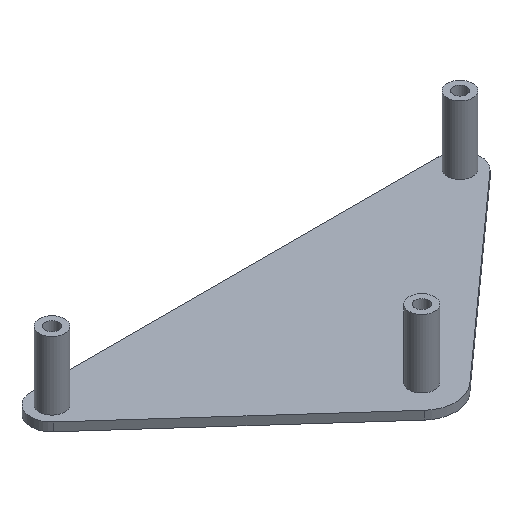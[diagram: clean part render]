
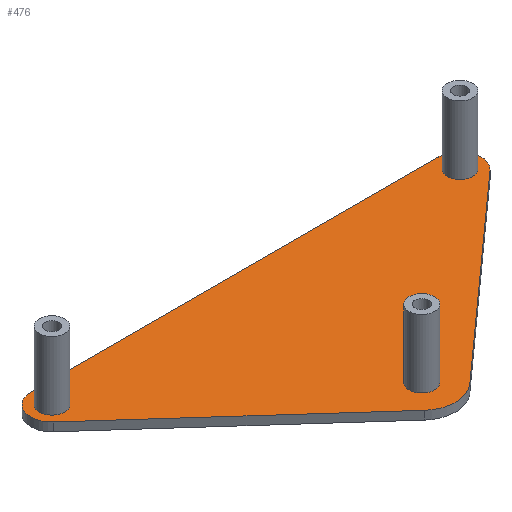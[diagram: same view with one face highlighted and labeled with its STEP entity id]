
A CAD part, isometric view. The second image highlights one B-rep face of the part: STEP entity #476.
In plain terms, the highlighted planar face has unit normal (0, 0, 1).
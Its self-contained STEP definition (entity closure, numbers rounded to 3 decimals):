
#24 = VERTEX_POINT('',#25);
#25 = CARTESIAN_POINT('',(-48.,44.,2.));
#32 = CYLINDRICAL_SURFACE('',#33,5.);
#33 = AXIS2_PLACEMENT_3D('',#34,#35,#36);
#34 = CARTESIAN_POINT('',(-48.,39.,0.));
#35 = DIRECTION('',(-0.,-0.,-1.));
#36 = DIRECTION('',(1.,0.,0.));
#44 = PLANE('',#45);
#45 = AXIS2_PLACEMENT_3D('',#46,#47,#48);
#46 = CARTESIAN_POINT('',(-48.,44.,0.));
#47 = DIRECTION('',(0.,1.,0.));
#48 = DIRECTION('',(1.,0.,0.));
#56 = EDGE_CURVE('',#24,#57,#59,.T.);
#57 = VERTEX_POINT('',#58);
#58 = CARTESIAN_POINT('',(-51.337,35.277,2.));
#59 = SURFACE_CURVE('',#60,(#65,#72),.PCURVE_S1.);
#60 = CIRCLE('',#61,5.);
#61 = AXIS2_PLACEMENT_3D('',#62,#63,#64);
#62 = CARTESIAN_POINT('',(-48.,39.,2.));
#63 = DIRECTION('',(0.,0.,1.));
#64 = DIRECTION('',(1.,0.,0.));
#65 = PCURVE('',#32,#66);
#66 = DEFINITIONAL_REPRESENTATION('',(#67),#71);
#67 = LINE('',#68,#69);
#68 = CARTESIAN_POINT('',(-0.,-2.));
#69 = VECTOR('',#70,1.);
#70 = DIRECTION('',(-1.,0.));
#71 = ( GEOMETRIC_REPRESENTATION_CONTEXT(2) 
PARAMETRIC_REPRESENTATION_CONTEXT() REPRESENTATION_CONTEXT('2D SPACE',''
  ) );
#72 = PCURVE('',#73,#78);
#73 = PLANE('',#74);
#74 = AXIS2_PLACEMENT_3D('',#75,#76,#77);
#75 = CARTESIAN_POINT('',(0.,27.095,2.));
#76 = DIRECTION('',(0.,0.,1.));
#77 = DIRECTION('',(1.,0.,0.));
#78 = DEFINITIONAL_REPRESENTATION('',(#79),#83);
#79 = CIRCLE('',#80,5.);
#80 = AXIS2_PLACEMENT_2D('',#81,#82);
#81 = CARTESIAN_POINT('',(-48.,11.905));
#82 = DIRECTION('',(1.,0.));
#83 = ( GEOMETRIC_REPRESENTATION_CONTEXT(2) 
PARAMETRIC_REPRESENTATION_CONTEXT() REPRESENTATION_CONTEXT('2D SPACE',''
  ) );
#101 = PLANE('',#102);
#102 = AXIS2_PLACEMENT_3D('',#103,#104,#105);
#103 = CARTESIAN_POINT('',(-5.34,-5.957,0.));
#104 = DIRECTION('',(-0.667,-0.745,0.));
#105 = DIRECTION('',(-0.745,0.667,0.));
#144 = EDGE_CURVE('',#24,#145,#147,.T.);
#145 = VERTEX_POINT('',#146);
#146 = CARTESIAN_POINT('',(48.,44.,2.));
#147 = SURFACE_CURVE('',#148,(#152,#159),.PCURVE_S1.);
#148 = LINE('',#149,#150);
#149 = CARTESIAN_POINT('',(-48.,44.,2.));
#150 = VECTOR('',#151,1.);
#151 = DIRECTION('',(1.,0.,0.));
#152 = PCURVE('',#44,#153);
#153 = DEFINITIONAL_REPRESENTATION('',(#154),#158);
#154 = LINE('',#155,#156);
#155 = CARTESIAN_POINT('',(0.,-2.));
#156 = VECTOR('',#157,1.);
#157 = DIRECTION('',(1.,0.));
#158 = ( GEOMETRIC_REPRESENTATION_CONTEXT(2) 
PARAMETRIC_REPRESENTATION_CONTEXT() REPRESENTATION_CONTEXT('2D SPACE',''
  ) );
#159 = PCURVE('',#73,#160);
#160 = DEFINITIONAL_REPRESENTATION('',(#161),#165);
#161 = LINE('',#162,#163);
#162 = CARTESIAN_POINT('',(-48.,16.905));
#163 = VECTOR('',#164,1.);
#164 = DIRECTION('',(1.,0.));
#165 = ( GEOMETRIC_REPRESENTATION_CONTEXT(2) 
PARAMETRIC_REPRESENTATION_CONTEXT() REPRESENTATION_CONTEXT('2D SPACE',''
  ) );
#183 = CYLINDRICAL_SURFACE('',#184,5.);
#184 = AXIS2_PLACEMENT_3D('',#185,#186,#187);
#185 = CARTESIAN_POINT('',(48.,39.,0.));
#186 = DIRECTION('',(-0.,-0.,-1.));
#187 = DIRECTION('',(1.,0.,0.));
#222 = VERTEX_POINT('',#223);
#223 = CARTESIAN_POINT('',(-5.34,-5.957,2.));
#237 = CYLINDRICAL_SURFACE('',#238,8.);
#238 = AXIS2_PLACEMENT_3D('',#239,#240,#241);
#239 = CARTESIAN_POINT('',(0.,0.,0.));
#240 = DIRECTION('',(-0.,-0.,-1.));
#241 = DIRECTION('',(1.,0.,0.));
#249 = EDGE_CURVE('',#222,#57,#250,.T.);
#250 = SURFACE_CURVE('',#251,(#255,#262),.PCURVE_S1.);
#251 = LINE('',#252,#253);
#252 = CARTESIAN_POINT('',(-5.34,-5.957,2.));
#253 = VECTOR('',#254,1.);
#254 = DIRECTION('',(-0.745,0.667,0.));
#255 = PCURVE('',#101,#256);
#256 = DEFINITIONAL_REPRESENTATION('',(#257),#261);
#257 = LINE('',#258,#259);
#258 = CARTESIAN_POINT('',(0.,-2.));
#259 = VECTOR('',#260,1.);
#260 = DIRECTION('',(1.,0.));
#261 = ( GEOMETRIC_REPRESENTATION_CONTEXT(2) 
PARAMETRIC_REPRESENTATION_CONTEXT() REPRESENTATION_CONTEXT('2D SPACE',''
  ) );
#262 = PCURVE('',#73,#263);
#263 = DEFINITIONAL_REPRESENTATION('',(#264),#268);
#264 = LINE('',#265,#266);
#265 = CARTESIAN_POINT('',(-5.34,-33.052));
#266 = VECTOR('',#267,1.);
#267 = DIRECTION('',(-0.745,0.667));
#268 = ( GEOMETRIC_REPRESENTATION_CONTEXT(2) 
PARAMETRIC_REPRESENTATION_CONTEXT() REPRESENTATION_CONTEXT('2D SPACE',''
  ) );
#337 = PLANE('',#338);
#338 = AXIS2_PLACEMENT_3D('',#339,#340,#341);
#339 = CARTESIAN_POINT('',(5.34,-5.957,0.));
#340 = DIRECTION('',(-0.667,0.745,0.));
#341 = DIRECTION('',(0.745,0.667,0.));
#476 = ADVANCED_FACE('',(#477,#551,#582,#613),#73,.T.);
#477 = FACE_BOUND('',#478,.T.);
#478 = EDGE_LOOP('',(#479,#480,#481,#505,#528,#550));
#479 = ORIENTED_EDGE('',*,*,#56,.T.);
#480 = ORIENTED_EDGE('',*,*,#249,.F.);
#481 = ORIENTED_EDGE('',*,*,#482,.T.);
#482 = EDGE_CURVE('',#222,#483,#485,.T.);
#483 = VERTEX_POINT('',#484);
#484 = CARTESIAN_POINT('',(5.34,-5.957,2.));
#485 = SURFACE_CURVE('',#486,(#491,#498),.PCURVE_S1.);
#486 = CIRCLE('',#487,8.);
#487 = AXIS2_PLACEMENT_3D('',#488,#489,#490);
#488 = CARTESIAN_POINT('',(0.,0.,2.));
#489 = DIRECTION('',(0.,0.,1.));
#490 = DIRECTION('',(1.,0.,0.));
#491 = PCURVE('',#73,#492);
#492 = DEFINITIONAL_REPRESENTATION('',(#493),#497);
#493 = CIRCLE('',#494,8.);
#494 = AXIS2_PLACEMENT_2D('',#495,#496);
#495 = CARTESIAN_POINT('',(0.,-27.095));
#496 = DIRECTION('',(1.,0.));
#497 = ( GEOMETRIC_REPRESENTATION_CONTEXT(2) 
PARAMETRIC_REPRESENTATION_CONTEXT() REPRESENTATION_CONTEXT('2D SPACE',''
  ) );
#498 = PCURVE('',#237,#499);
#499 = DEFINITIONAL_REPRESENTATION('',(#500),#504);
#500 = LINE('',#501,#502);
#501 = CARTESIAN_POINT('',(-0.,-2.));
#502 = VECTOR('',#503,1.);
#503 = DIRECTION('',(-1.,0.));
#504 = ( GEOMETRIC_REPRESENTATION_CONTEXT(2) 
PARAMETRIC_REPRESENTATION_CONTEXT() REPRESENTATION_CONTEXT('2D SPACE',''
  ) );
#505 = ORIENTED_EDGE('',*,*,#506,.T.);
#506 = EDGE_CURVE('',#483,#507,#509,.T.);
#507 = VERTEX_POINT('',#508);
#508 = CARTESIAN_POINT('',(51.337,35.277,2.));
#509 = SURFACE_CURVE('',#510,(#514,#521),.PCURVE_S1.);
#510 = LINE('',#511,#512);
#511 = CARTESIAN_POINT('',(5.34,-5.957,2.));
#512 = VECTOR('',#513,1.);
#513 = DIRECTION('',(0.745,0.667,0.));
#514 = PCURVE('',#73,#515);
#515 = DEFINITIONAL_REPRESENTATION('',(#516),#520);
#516 = LINE('',#517,#518);
#517 = CARTESIAN_POINT('',(5.34,-33.052));
#518 = VECTOR('',#519,1.);
#519 = DIRECTION('',(0.745,0.667));
#520 = ( GEOMETRIC_REPRESENTATION_CONTEXT(2) 
PARAMETRIC_REPRESENTATION_CONTEXT() REPRESENTATION_CONTEXT('2D SPACE',''
  ) );
#521 = PCURVE('',#337,#522);
#522 = DEFINITIONAL_REPRESENTATION('',(#523),#527);
#523 = LINE('',#524,#525);
#524 = CARTESIAN_POINT('',(0.,-2.));
#525 = VECTOR('',#526,1.);
#526 = DIRECTION('',(1.,0.));
#527 = ( GEOMETRIC_REPRESENTATION_CONTEXT(2) 
PARAMETRIC_REPRESENTATION_CONTEXT() REPRESENTATION_CONTEXT('2D SPACE',''
  ) );
#528 = ORIENTED_EDGE('',*,*,#529,.T.);
#529 = EDGE_CURVE('',#507,#145,#530,.T.);
#530 = SURFACE_CURVE('',#531,(#536,#543),.PCURVE_S1.);
#531 = CIRCLE('',#532,5.);
#532 = AXIS2_PLACEMENT_3D('',#533,#534,#535);
#533 = CARTESIAN_POINT('',(48.,39.,2.));
#534 = DIRECTION('',(0.,0.,1.));
#535 = DIRECTION('',(1.,0.,0.));
#536 = PCURVE('',#73,#537);
#537 = DEFINITIONAL_REPRESENTATION('',(#538),#542);
#538 = CIRCLE('',#539,5.);
#539 = AXIS2_PLACEMENT_2D('',#540,#541);
#540 = CARTESIAN_POINT('',(48.,11.905));
#541 = DIRECTION('',(1.,0.));
#542 = ( GEOMETRIC_REPRESENTATION_CONTEXT(2) 
PARAMETRIC_REPRESENTATION_CONTEXT() REPRESENTATION_CONTEXT('2D SPACE',''
  ) );
#543 = PCURVE('',#183,#544);
#544 = DEFINITIONAL_REPRESENTATION('',(#545),#549);
#545 = LINE('',#546,#547);
#546 = CARTESIAN_POINT('',(-0.,-2.));
#547 = VECTOR('',#548,1.);
#548 = DIRECTION('',(-1.,0.));
#549 = ( GEOMETRIC_REPRESENTATION_CONTEXT(2) 
PARAMETRIC_REPRESENTATION_CONTEXT() REPRESENTATION_CONTEXT('2D SPACE',''
  ) );
#550 = ORIENTED_EDGE('',*,*,#144,.F.);
#551 = FACE_BOUND('',#552,.T.);
#552 = EDGE_LOOP('',(#553));
#553 = ORIENTED_EDGE('',*,*,#554,.F.);
#554 = EDGE_CURVE('',#555,#555,#557,.T.);
#555 = VERTEX_POINT('',#556);
#556 = CARTESIAN_POINT('',(3.,0.,2.));
#557 = SURFACE_CURVE('',#558,(#563,#570),.PCURVE_S1.);
#558 = CIRCLE('',#559,3.);
#559 = AXIS2_PLACEMENT_3D('',#560,#561,#562);
#560 = CARTESIAN_POINT('',(0.,0.,2.));
#561 = DIRECTION('',(0.,0.,1.));
#562 = DIRECTION('',(1.,0.,0.));
#563 = PCURVE('',#73,#564);
#564 = DEFINITIONAL_REPRESENTATION('',(#565),#569);
#565 = CIRCLE('',#566,3.);
#566 = AXIS2_PLACEMENT_2D('',#567,#568);
#567 = CARTESIAN_POINT('',(0.,-27.095));
#568 = DIRECTION('',(1.,0.));
#569 = ( GEOMETRIC_REPRESENTATION_CONTEXT(2) 
PARAMETRIC_REPRESENTATION_CONTEXT() REPRESENTATION_CONTEXT('2D SPACE',''
  ) );
#570 = PCURVE('',#571,#576);
#571 = CYLINDRICAL_SURFACE('',#572,3.);
#572 = AXIS2_PLACEMENT_3D('',#573,#574,#575);
#573 = CARTESIAN_POINT('',(0.,0.,2.));
#574 = DIRECTION('',(-0.,-0.,-1.));
#575 = DIRECTION('',(1.,0.,0.));
#576 = DEFINITIONAL_REPRESENTATION('',(#577),#581);
#577 = LINE('',#578,#579);
#578 = CARTESIAN_POINT('',(-0.,0.));
#579 = VECTOR('',#580,1.);
#580 = DIRECTION('',(-1.,0.));
#581 = ( GEOMETRIC_REPRESENTATION_CONTEXT(2) 
PARAMETRIC_REPRESENTATION_CONTEXT() REPRESENTATION_CONTEXT('2D SPACE',''
  ) );
#582 = FACE_BOUND('',#583,.T.);
#583 = EDGE_LOOP('',(#584));
#584 = ORIENTED_EDGE('',*,*,#585,.F.);
#585 = EDGE_CURVE('',#586,#586,#588,.T.);
#586 = VERTEX_POINT('',#587);
#587 = CARTESIAN_POINT('',(-45.,39.,2.));
#588 = SURFACE_CURVE('',#589,(#594,#601),.PCURVE_S1.);
#589 = CIRCLE('',#590,3.);
#590 = AXIS2_PLACEMENT_3D('',#591,#592,#593);
#591 = CARTESIAN_POINT('',(-48.,39.,2.));
#592 = DIRECTION('',(0.,0.,1.));
#593 = DIRECTION('',(1.,0.,0.));
#594 = PCURVE('',#73,#595);
#595 = DEFINITIONAL_REPRESENTATION('',(#596),#600);
#596 = CIRCLE('',#597,3.);
#597 = AXIS2_PLACEMENT_2D('',#598,#599);
#598 = CARTESIAN_POINT('',(-48.,11.905));
#599 = DIRECTION('',(1.,0.));
#600 = ( GEOMETRIC_REPRESENTATION_CONTEXT(2) 
PARAMETRIC_REPRESENTATION_CONTEXT() REPRESENTATION_CONTEXT('2D SPACE',''
  ) );
#601 = PCURVE('',#602,#607);
#602 = CYLINDRICAL_SURFACE('',#603,3.);
#603 = AXIS2_PLACEMENT_3D('',#604,#605,#606);
#604 = CARTESIAN_POINT('',(-48.,39.,2.));
#605 = DIRECTION('',(-0.,-0.,-1.));
#606 = DIRECTION('',(1.,0.,0.));
#607 = DEFINITIONAL_REPRESENTATION('',(#608),#612);
#608 = LINE('',#609,#610);
#609 = CARTESIAN_POINT('',(-0.,0.));
#610 = VECTOR('',#611,1.);
#611 = DIRECTION('',(-1.,0.));
#612 = ( GEOMETRIC_REPRESENTATION_CONTEXT(2) 
PARAMETRIC_REPRESENTATION_CONTEXT() REPRESENTATION_CONTEXT('2D SPACE',''
  ) );
#613 = FACE_BOUND('',#614,.T.);
#614 = EDGE_LOOP('',(#615));
#615 = ORIENTED_EDGE('',*,*,#616,.F.);
#616 = EDGE_CURVE('',#617,#617,#619,.T.);
#617 = VERTEX_POINT('',#618);
#618 = CARTESIAN_POINT('',(51.,39.,2.));
#619 = SURFACE_CURVE('',#620,(#625,#632),.PCURVE_S1.);
#620 = CIRCLE('',#621,3.);
#621 = AXIS2_PLACEMENT_3D('',#622,#623,#624);
#622 = CARTESIAN_POINT('',(48.,39.,2.));
#623 = DIRECTION('',(0.,0.,1.));
#624 = DIRECTION('',(1.,0.,0.));
#625 = PCURVE('',#73,#626);
#626 = DEFINITIONAL_REPRESENTATION('',(#627),#631);
#627 = CIRCLE('',#628,3.);
#628 = AXIS2_PLACEMENT_2D('',#629,#630);
#629 = CARTESIAN_POINT('',(48.,11.905));
#630 = DIRECTION('',(1.,0.));
#631 = ( GEOMETRIC_REPRESENTATION_CONTEXT(2) 
PARAMETRIC_REPRESENTATION_CONTEXT() REPRESENTATION_CONTEXT('2D SPACE',''
  ) );
#632 = PCURVE('',#633,#638);
#633 = CYLINDRICAL_SURFACE('',#634,3.);
#634 = AXIS2_PLACEMENT_3D('',#635,#636,#637);
#635 = CARTESIAN_POINT('',(48.,39.,2.));
#636 = DIRECTION('',(-0.,-0.,-1.));
#637 = DIRECTION('',(1.,0.,0.));
#638 = DEFINITIONAL_REPRESENTATION('',(#639),#643);
#639 = LINE('',#640,#641);
#640 = CARTESIAN_POINT('',(-0.,0.));
#641 = VECTOR('',#642,1.);
#642 = DIRECTION('',(-1.,0.));
#643 = ( GEOMETRIC_REPRESENTATION_CONTEXT(2) 
PARAMETRIC_REPRESENTATION_CONTEXT() REPRESENTATION_CONTEXT('2D SPACE',''
  ) );
